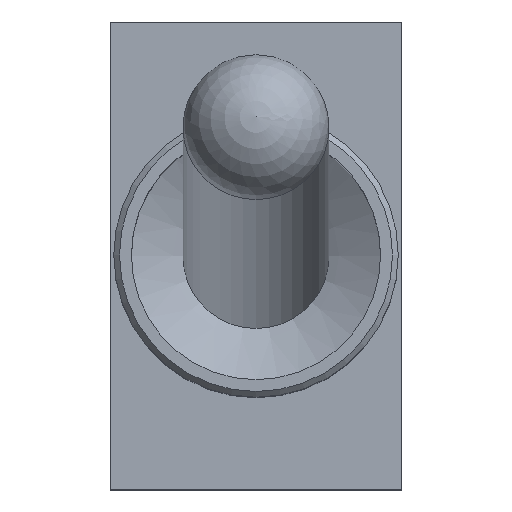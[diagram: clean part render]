
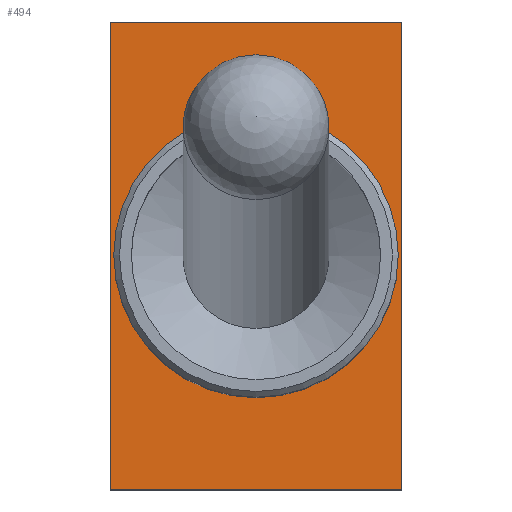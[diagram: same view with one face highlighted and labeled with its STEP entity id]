
A CAD part, top view. The second image highlights one B-rep face of the part: STEP entity #494.
In plain terms, the highlighted planar face has unit normal (0, 0, 1).
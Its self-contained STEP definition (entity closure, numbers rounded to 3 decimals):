
#29=FACE_BOUND('',#102,.T.);
#35=PLANE('',#551);
#68=FACE_OUTER_BOUND('',#101,.T.);
#101=EDGE_LOOP('',(#390,#391,#392,#393));
#102=EDGE_LOOP('',(#394));
#131=LINE('',#754,#184);
#134=LINE('',#760,#187);
#137=LINE('',#766,#190);
#140=LINE('',#770,#193);
#184=VECTOR('',#613,10.);
#187=VECTOR('',#618,10.);
#190=VECTOR('',#623,10.);
#193=VECTOR('',#628,10.);
#233=CIRCLE('',#539,2.475);
#245=VERTEX_POINT('',#730);
#253=VERTEX_POINT('',#751);
#254=VERTEX_POINT('',#753);
#256=VERTEX_POINT('',#759);
#258=VERTEX_POINT('',#765);
#292=EDGE_CURVE('',#245,#245,#233,.T.);
#301=EDGE_CURVE('',#254,#253,#131,.T.);
#304=EDGE_CURVE('',#256,#254,#134,.T.);
#307=EDGE_CURVE('',#258,#256,#137,.T.);
#310=EDGE_CURVE('',#253,#258,#140,.T.);
#390=ORIENTED_EDGE('',*,*,#310,.T.);
#391=ORIENTED_EDGE('',*,*,#307,.T.);
#392=ORIENTED_EDGE('',*,*,#304,.T.);
#393=ORIENTED_EDGE('',*,*,#301,.T.);
#394=ORIENTED_EDGE('',*,*,#292,.T.);
#494=ADVANCED_FACE('',(#68,#29),#35,.T.);
#539=AXIS2_PLACEMENT_3D('',#732,#591,#592);
#551=AXIS2_PLACEMENT_3D('',#771,#629,#630);
#591=DIRECTION('center_axis',(0.,0.,
-1.));
#592=DIRECTION('ref_axis',(0.,-1.,0.));
#613=DIRECTION('',(-1.,0.,0.));
#618=DIRECTION('',(0.,1.,0.));
#623=DIRECTION('',(1.,0.,0.));
#628=DIRECTION('',(0.,-1.,0.));
#629=DIRECTION('center_axis',(0.,0.,
1.));
#630=DIRECTION('ref_axis',(1.,0.,0.));
#730=CARTESIAN_POINT('',(-0.01,-0.061,8.621));
#732=CARTESIAN_POINT('Origin',(-0.01,-2.536,8.621));
#751=CARTESIAN_POINT('',(-2.55,1.529,8.621));
#753=CARTESIAN_POINT('',(2.53,1.529,8.621));
#754=CARTESIAN_POINT('',(-2.55,1.529,8.621));
#759=CARTESIAN_POINT('',(2.53,-6.601,8.621));
#760=CARTESIAN_POINT('',(2.53,1.529,8.621));
#765=CARTESIAN_POINT('',(-2.55,-6.601,8.621));
#766=CARTESIAN_POINT('',(2.53,-6.601,8.621));
#770=CARTESIAN_POINT('',(-2.55,-6.601,8.621));
#771=CARTESIAN_POINT('Origin',(-0.01,-2.536,8.621));
